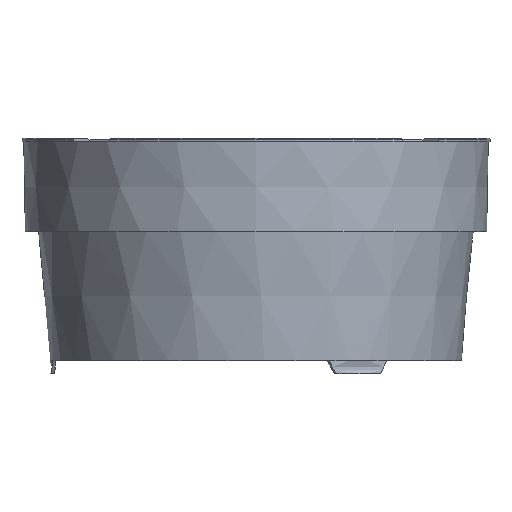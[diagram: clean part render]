
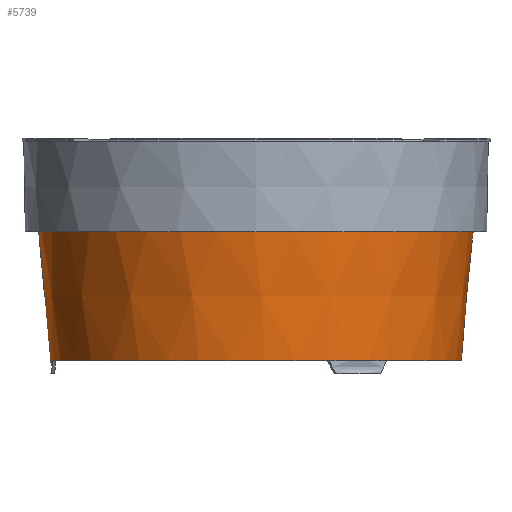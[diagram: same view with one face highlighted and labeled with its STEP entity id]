
A CAD part, front view. The second image highlights one B-rep face of the part: STEP entity #5739.
In plain terms, the highlighted conical face has half-angle 5 degrees and reference radius 53.435 mm.
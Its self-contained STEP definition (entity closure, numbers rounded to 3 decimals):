
#97=CONICAL_SURFACE('',#6239,53.435,0.087);
#386=CIRCLE('',#6136,50.668);
#388=CIRCLE('',#6138,50.668);
#390=CIRCLE('',#6140,50.668);
#427=CIRCLE('',#6207,50.668);
#430=CIRCLE('',#6219,50.668);
#437=CIRCLE('',#6238,53.435);
#438=CIRCLE('',#6240,50.668);
#1405=ORIENTED_EDGE('',*,*,#2505,.F.);
#1406=ORIENTED_EDGE('',*,*,#2628,.T.);
#1407=ORIENTED_EDGE('',*,*,#2513,.F.);
#1408=ORIENTED_EDGE('',*,*,#2642,.T.);
#1409=ORIENTED_EDGE('',*,*,#2509,.F.);
#1410=ORIENTED_EDGE('',*,*,#2619,.T.);
#1411=ORIENTED_EDGE('',*,*,#2641,.T.);
#2505=EDGE_CURVE('',#3224,#3225,#386,.T.);
#2509=EDGE_CURVE('',#3228,#3229,#388,.T.);
#2513=EDGE_CURVE('',#3232,#3233,#390,.T.);
#2619=EDGE_CURVE('',#3228,#3225,#427,.T.);
#2628=EDGE_CURVE('',#3224,#3233,#430,.T.);
#2641=EDGE_CURVE('',#3322,#3322,#437,.T.);
#2642=EDGE_CURVE('',#3232,#3229,#438,.T.);
#3224=VERTEX_POINT('',#8823);
#3225=VERTEX_POINT('',#8824);
#3228=VERTEX_POINT('',#8830);
#3229=VERTEX_POINT('',#8832);
#3232=VERTEX_POINT('',#8838);
#3233=VERTEX_POINT('',#8840);
#3322=VERTEX_POINT('',#9100);
#4738=EDGE_LOOP('',(#1405,#1406,#1407,#1408,#1409,#1410));
#4739=EDGE_LOOP('',(#1411));
#5211=FACE_BOUND('',#4738,.T.);
#5212=FACE_BOUND('',#4739,.T.);
#5739=ADVANCED_FACE('',(#5211,#5212),#97,.T.);
#6136=AXIS2_PLACEMENT_3D('',#8822,#7148,#7149);
#6138=AXIS2_PLACEMENT_3D('',#8831,#7154,#7155);
#6140=AXIS2_PLACEMENT_3D('',#8839,#7160,#7161);
#6207=AXIS2_PLACEMENT_3D('',#9053,#7363,#7364);
#6219=AXIS2_PLACEMENT_3D('',#9071,#7389,#7390);
#6238=AXIS2_PLACEMENT_3D('',#9099,#7429,#7430);
#6239=AXIS2_PLACEMENT_3D('',#9101,#7431,#7432);
#6240=AXIS2_PLACEMENT_3D('',#9102,#7433,#7434);
#7148=DIRECTION('',(0.,0.,-1.));
#7149=DIRECTION('',(-1.,0.,0.));
#7154=DIRECTION('',(0.,0.,-1.));
#7155=DIRECTION('',(-1.,0.,0.));
#7160=DIRECTION('',(0.,0.,-1.));
#7161=DIRECTION('',(-1.,0.,0.));
#7363=DIRECTION('',(0.,0.,1.));
#7364=DIRECTION('',(-0.5,0.866,0.));
#7389=DIRECTION('',(0.,0.,1.));
#7390=DIRECTION('',(-0.5,-0.866,0.));
#7429=DIRECTION('',(0.,0.,-1.));
#7430=DIRECTION('',(-1.,0.,0.));
#7431=DIRECTION('',(0.,0.,1.));
#7432=DIRECTION('',(1.,0.,0.));
#7433=DIRECTION('',(0.,0.,1.));
#7434=DIRECTION('',(1.,0.,0.));
#8822=CARTESIAN_POINT('',(0.,0.,59.255));
#8823=CARTESIAN_POINT('',(32.088,39.212,59.255));
#8824=CARTESIAN_POINT('',(32.088,-39.212,59.255));
#8830=CARTESIAN_POINT('',(17.915,-47.395,59.255));
#8831=CARTESIAN_POINT('',(0.,0.,59.255));
#8832=CARTESIAN_POINT('',(-50.003,-8.183,59.255));
#8838=CARTESIAN_POINT('',(-50.003,8.183,59.255));
#8839=CARTESIAN_POINT('',(0.,0.,59.255));
#8840=CARTESIAN_POINT('',(17.915,47.395,59.255));
#9053=CARTESIAN_POINT('',(0.,0.,59.255));
#9071=CARTESIAN_POINT('',(0.,0.,59.255));
#9099=CARTESIAN_POINT('',(0.,0.,90.884));
#9100=CARTESIAN_POINT('',(-53.435,0.,90.884));
#9101=CARTESIAN_POINT('',(0.,0.,90.884));
#9102=CARTESIAN_POINT('',(0.,0.,59.255));
